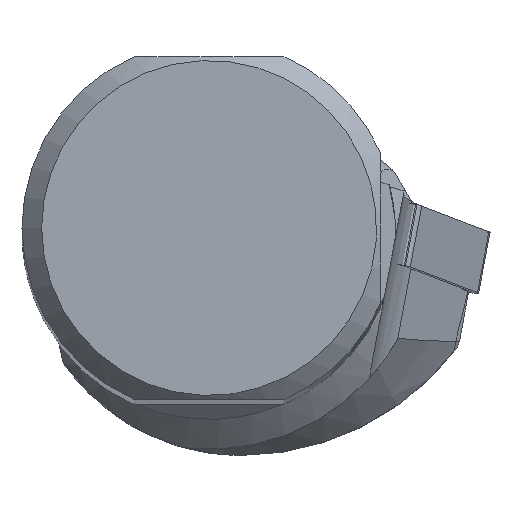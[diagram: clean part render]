
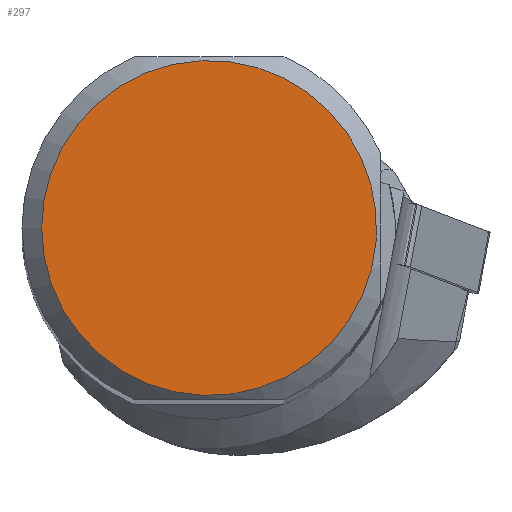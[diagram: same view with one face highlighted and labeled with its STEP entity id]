
A CAD part, top view. The second image highlights one B-rep face of the part: STEP entity #297.
In plain terms, the highlighted planar face has unit normal (0, 0, 1).
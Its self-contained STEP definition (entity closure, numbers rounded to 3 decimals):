
#208=FACE_OUTER_BOUND('',#733,.T.);
#297=ADVANCED_FACE('CU_SU_BP3',(#208),#362,.T.);
#362=PLANE('',#1924);
#733=EDGE_LOOP('',(#1012));
#1012=ORIENTED_EDGE('',*,*,#1599,.F.);
#1393=VERTEX_POINT('',#2943);
#1599=EDGE_CURVE('',#1393,#1393,#1724,.T.);
#1724=CIRCLE('',#1922,17.039);
#1922=AXIS2_PLACEMENT_3D('',#2942,#2287,#2288);
#1924=AXIS2_PLACEMENT_3D('',#2945,#2291,#2292);
#2287=DIRECTION('',(0.,0.,-1.));
#2288=DIRECTION('',(-1.,0.,0.));
#2291=DIRECTION('',(0.,0.,1.));
#2292=DIRECTION('',(-1.,0.,0.));
#2942=CARTESIAN_POINT('',(0.,0.,0.));
#2943=CARTESIAN_POINT('',(-17.039,0.,0.));
#2945=CARTESIAN_POINT('',(0.,0.,0.));
